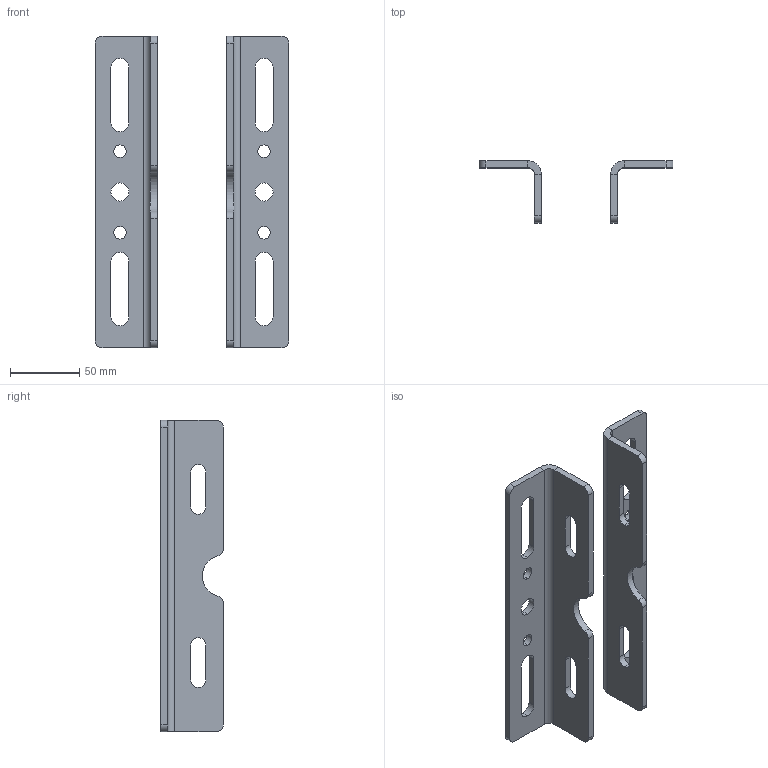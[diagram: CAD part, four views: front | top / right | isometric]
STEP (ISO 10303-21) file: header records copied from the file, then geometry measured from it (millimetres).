
FILE_DESCRIPTION (( 'STEP AP203' ), '1' );
FILE_NAME ('T42990.STEP', '2018-07-27T07:56:19', ( '' ), ( '' ), 'SwSTEP 2.0', 'SolidWorks 2016', '' );
FILE_SCHEMA (( 'CONFIG_CONTROL_DESIGN' ));
Length unit declared in the file: millimetre
Products named in the file (2): TH799; T42990
Assembly tree (2 placements, depth 2):
  T42990
    TH799  x2
Bounding box: 140 x 45 x 225 mm (x, y, z)
Volume: 157133.1 mm3; surface area: 74124.8 mm2
Topology: 2 solids, 2 shells, 96 faces, 260 edges, 168 vertices
Faces by surface type: cylinder 54, plane 42
Entity records: 1780 total; most frequent: DIRECTION 290, CARTESIAN_POINT 267, ORIENTED_EDGE 260, EDGE_CURVE 130, AXIS2_PLACEMENT_3D 107, VERTEX_POINT 84, LINE 76, VECTOR 76
